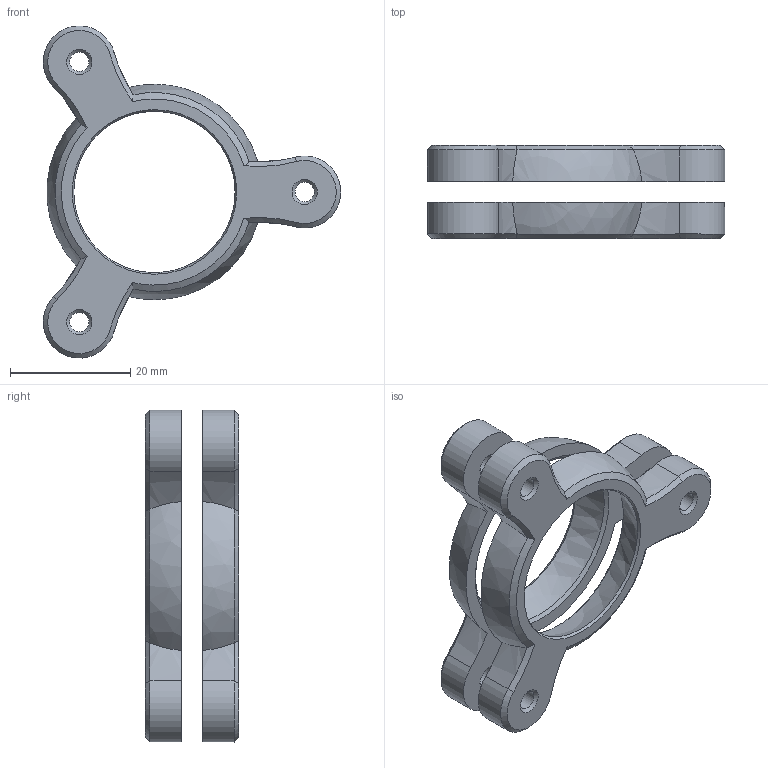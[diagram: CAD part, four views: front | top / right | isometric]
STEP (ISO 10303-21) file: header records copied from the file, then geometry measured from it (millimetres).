
FILE_DESCRIPTION(('FreeCAD Model'),'2;1');
FILE_NAME('Open CASCADE Shape Model','2025-01-15T10:09:30',(''),(''), 'Open CASCADE STEP processor 7.8','FreeCAD','Unknown');
FILE_SCHEMA(('AUTOMOTIVE_DESIGN { 1 0 10303 214 1 1 1 1 }'));
Length unit declared in the file: millimetre
Products named in the file (1): Body
Bounding box: 49.45 x 15.5 x 55.26 mm (x, y, z)
Volume: 7968.5 mm3; surface area: 6299.4 mm2
Topology: 2 solids, 2 shells, 83 faces, 199 edges, 125 vertices
Faces by surface type: cone 31, cylinder 27, bspline 10, sphere 8, plane 7
Full cylindrical faces by diameter (mm): 3.2 x6, 4.3 x3
Entity records: 12163 total; most frequent: CARTESIAN_POINT 8327, DIRECTION 652, ORIENTED_EDGE 398, PCURVE 398, DEFINITIONAL_REPRESENTATION 398, LINE 282, VECTOR 282, EDGE_CURVE 199
